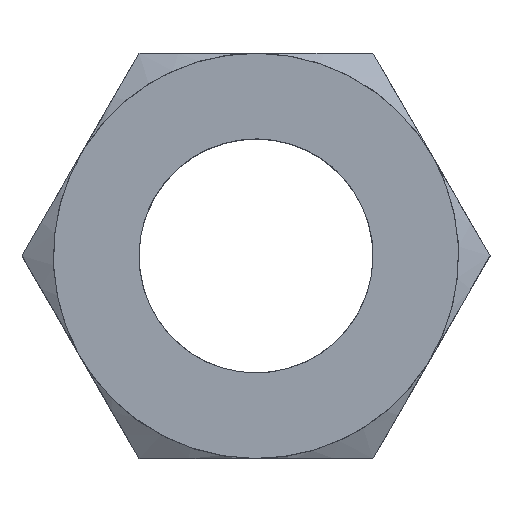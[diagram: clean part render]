
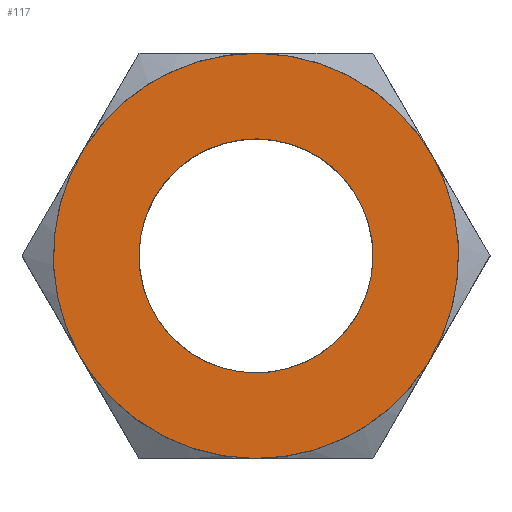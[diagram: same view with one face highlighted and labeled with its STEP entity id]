
A CAD part, top view. The second image highlights one B-rep face of the part: STEP entity #117.
In plain terms, the highlighted free-form (B-spline) face has degree [1, 1] with [2, 2] control points.
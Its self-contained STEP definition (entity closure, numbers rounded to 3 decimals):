
#117 = ADVANCED_FACE('',(#118,#140),#162,.T.);
#118 = FACE_BOUND('',#119,.T.);
#119 = EDGE_LOOP('',(#120,#132));
#120 = ORIENTED_EDGE('',*,*,#121,.F.);
#121 = EDGE_CURVE('',#122,#124,#126,.T.);
#122 = VERTEX_POINT('',#123);
#123 = CARTESIAN_POINT('',(-10.92,-5.966,
    3.592));
#124 = VERTEX_POINT('',#125);
#125 = CARTESIAN_POINT('',(10.92,5.966,3.592
    ));
#126 = ( BOUNDED_CURVE() B_SPLINE_CURVE(2,(#127,#128,#129,#130,#131),
.UNSPECIFIED.,.F.,.F.) B_SPLINE_CURVE_WITH_KNOTS((3,2,3),(0.,
1.571,3.142),.PIECEWISE_BEZIER_KNOTS.) CURVE() 
GEOMETRIC_REPRESENTATION_ITEM() RATIONAL_B_SPLINE_CURVE((1.,
0.707,1.,0.707,1.)) REPRESENTATION_ITEM('') );
#127 = CARTESIAN_POINT('',(-10.92,-5.966,
    3.592));
#128 = CARTESIAN_POINT('',(-16.886,4.954,3.592
    ));
#129 = CARTESIAN_POINT('',(-5.966,10.92,
    3.592));
#130 = CARTESIAN_POINT('',(4.954,16.886,3.592
    ));
#131 = CARTESIAN_POINT('',(10.92,5.966,3.592
    ));
#132 = ORIENTED_EDGE('',*,*,#133,.F.);
#133 = EDGE_CURVE('',#124,#122,#134,.T.);
#134 = ( BOUNDED_CURVE() B_SPLINE_CURVE(2,(#135,#136,#137,#138,#139),
.UNSPECIFIED.,.F.,.F.) B_SPLINE_CURVE_WITH_KNOTS((3,2,3),(0.,
1.571,3.142),.PIECEWISE_BEZIER_KNOTS.) CURVE() 
GEOMETRIC_REPRESENTATION_ITEM() RATIONAL_B_SPLINE_CURVE((1.,
0.707,1.,0.707,1.)) REPRESENTATION_ITEM('') );
#135 = CARTESIAN_POINT('',(10.92,5.966,3.592
    ));
#136 = CARTESIAN_POINT('',(16.886,-4.954,
    3.592));
#137 = CARTESIAN_POINT('',(5.966,-10.92,3.592
    ));
#138 = CARTESIAN_POINT('',(-4.954,-16.886,
    3.592));
#139 = CARTESIAN_POINT('',(-10.92,-5.966,
    3.592));
#140 = FACE_BOUND('',#141,.T.);
#141 = EDGE_LOOP('',(#142,#154));
#142 = ORIENTED_EDGE('',*,*,#143,.F.);
#143 = EDGE_CURVE('',#144,#146,#148,.T.);
#144 = VERTEX_POINT('',#145);
#145 = CARTESIAN_POINT('',(-6.305,3.444,3.592)
  );
#146 = VERTEX_POINT('',#147);
#147 = CARTESIAN_POINT('',(6.305,-3.444,3.592)
  );
#148 = ( BOUNDED_CURVE() B_SPLINE_CURVE(2,(#149,#150,#151,#152,#153),
.UNSPECIFIED.,.F.,.F.) B_SPLINE_CURVE_WITH_KNOTS((3,2,3),(0.,
1.571,3.142),.PIECEWISE_BEZIER_KNOTS.) CURVE() 
GEOMETRIC_REPRESENTATION_ITEM() RATIONAL_B_SPLINE_CURVE((1.,
0.707,1.,0.707,1.)) REPRESENTATION_ITEM('') );
#149 = CARTESIAN_POINT('',(-6.305,3.444,3.592)
  );
#150 = CARTESIAN_POINT('',(-9.749,-2.861,
    3.592));
#151 = CARTESIAN_POINT('',(-3.444,-6.305,3.592
    ));
#152 = CARTESIAN_POINT('',(2.861,-9.749,3.592
    ));
#153 = CARTESIAN_POINT('',(6.305,-3.444,3.592)
  );
#154 = ORIENTED_EDGE('',*,*,#155,.F.);
#155 = EDGE_CURVE('',#146,#144,#156,.T.);
#156 = ( BOUNDED_CURVE() B_SPLINE_CURVE(2,(#157,#158,#159,#160,#161),
.UNSPECIFIED.,.F.,.F.) B_SPLINE_CURVE_WITH_KNOTS((3,2,3),(0.,
1.571,3.142),.PIECEWISE_BEZIER_KNOTS.) CURVE() 
GEOMETRIC_REPRESENTATION_ITEM() RATIONAL_B_SPLINE_CURVE((1.,
0.707,1.,0.707,1.)) REPRESENTATION_ITEM('') );
#157 = CARTESIAN_POINT('',(6.305,-3.444,3.592)
  );
#158 = CARTESIAN_POINT('',(9.749,2.861,3.592)
  );
#159 = CARTESIAN_POINT('',(3.444,6.305,3.592)
  );
#160 = CARTESIAN_POINT('',(-2.861,9.749,3.592
    ));
#161 = CARTESIAN_POINT('',(-6.305,3.444,3.592)
  );
#162 = B_SPLINE_SURFACE_WITH_KNOTS('',1,1,(
    (#163,#164)
    ,(#165,#166
    )),.UNSPECIFIED.,.F.,.F.,.F.,(2,2),(2,2),(-8.66,8.66),(-8.66,8.66),
  .PIECEWISE_BEZIER_KNOTS.);
#163 = CARTESIAN_POINT('',(-12.443,-12.443,
    3.592));
#164 = CARTESIAN_POINT('',(-12.443,12.443,3.592
    ));
#165 = CARTESIAN_POINT('',(12.443,-12.443,3.592
    ));
#166 = CARTESIAN_POINT('',(12.443,12.443,3.592)
  );
